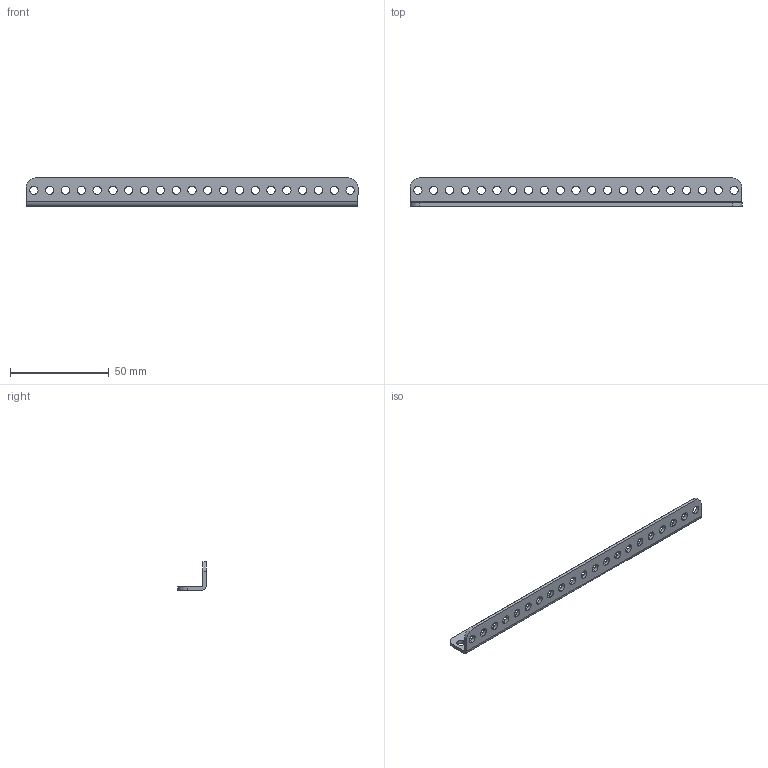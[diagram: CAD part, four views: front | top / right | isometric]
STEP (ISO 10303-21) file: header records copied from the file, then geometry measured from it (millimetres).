
FILE_DESCRIPTION (( 'STEP AP214' ), '1' );
FILE_NAME ('01-0021.step', '2020-04-06T07:05:36', ( '' ), ( '' ), 'SwSTEP 2.0', 'SolidWorks 2020', '' );
FILE_SCHEMA (( 'AUTOMOTIVE_DESIGN' ));
Length unit declared in the file: millimetre
Products named in the file (1): 01-0021
Bounding box: 168 x 14.3 x 14.3 mm (x, y, z)
Volume: 6121.9 mm3; surface area: 9147.8 mm2
Topology: 1 solids, 1 shells, 98 faces, 288 edges, 192 vertices
Faces by surface type: cylinder 90, plane 8
Entity records: 3574 total; most frequent: DIRECTION 666, CARTESIAN_POINT 579, ORIENTED_EDGE 576, EDGE_CURVE 288, AXIS2_PLACEMENT_3D 279, VERTEX_POINT 192, EDGE_LOOP 182, CIRCLE 180
